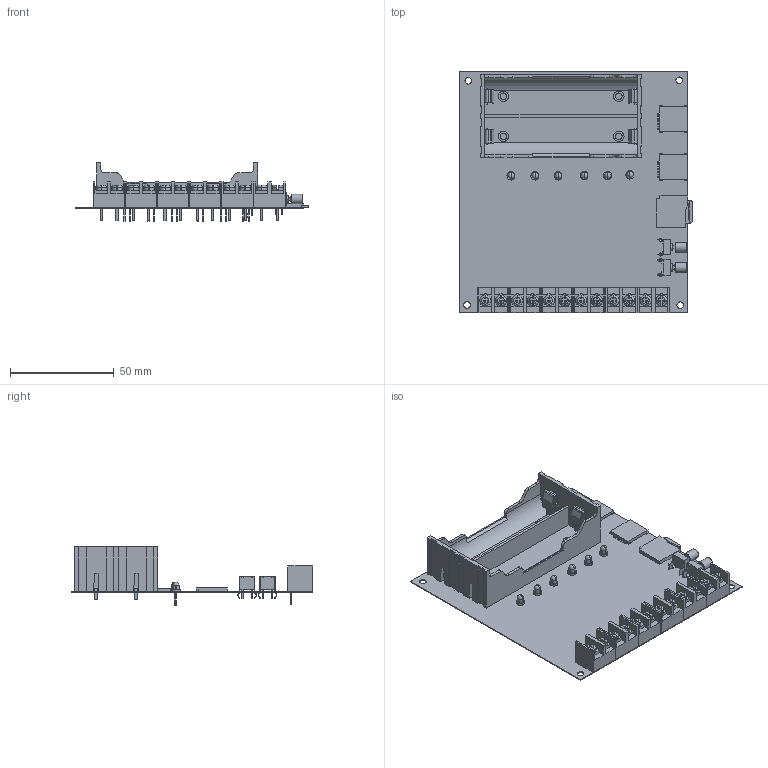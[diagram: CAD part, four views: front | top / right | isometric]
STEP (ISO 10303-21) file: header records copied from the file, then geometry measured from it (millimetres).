
FILE_DESCRIPTION(('Open CASCADE Model'),'2;1');
FILE_NAME('Open CASCADE Shape Model','2023-05-11T23:33:43',('Author'),( 'Open CASCADE'),'Open CASCADE STEP processor 6.8','Open CASCADE 6.8' ,'Unknown');
FILE_SCHEMA(('AUTOMOTIVE_DESIGN { 1 0 10303 214 1 1 1 1 }'));
Length unit declared in the file: millimetre
Products named in the file (38): PCB; Board; Open CASCADE STEP translator 6.8 1.1.1; Designator4_1_2; User_Library-LED-D3Y; Designator4_1_1; Designator3_1_1; Designator3_1; Designator4_1; Designator4; SW3; User_Library-omron_b3f-3152; 7007306528; Cylinder; SW2; Designator1; User_Library-18650_Full; 18650m_2; 18650s_____________; Open CASCADE STEP translator 6.8 1.11; User_Library-microsd_card; 6246635024; Extruded; Designator14_2; User_Library-kf7_62-2p; Designator15_2; Designator14_1; Designator15_1; Designator15; Designator14; 6246640784; 6246638944; 6246637344; Designator13
Assembly tree (73 placements, depth 4):
  PCB
    Board
      Open CASCADE STEP translator 6.8 1.1.1
    Designator4_1_2
      User_Library-LED-D3Y
    Designator4_1_1
      User_Library-LED-D3Y
    Designator3_1_1
      User_Library-LED-D3Y
    Designator3_1
      User_Library-LED-D3Y
    Designator4_1
      User_Library-LED-D3Y
    Designator4
      User_Library-LED-D3Y
    SW3
      User_Library-omron_b3f-3152
      7007306528
        Cylinder
    SW2
      User_Library-omron_b3f-3152
      7007306528
        Cylinder
    Designator1
      User_Library-18650_Full
        18650m_2
        18650s_____________  x4
    Open CASCADE STEP translator 6.8 1.11
      User_Library-microsd_card
      6246635024
        Extruded
    Designator14_2
      User_Library-kf7_62-2p
    Designator15_2
      User_Library-kf7_62-2p
    Designator14_1
      User_Library-kf7_62-2p
    Designator15_1
      User_Library-kf7_62-2p
    Designator15
      User_Library-kf7_62-2p
    Designator14
      User_Library-kf7_62-2p
    Designator14
      6246640784
        Extruded
      6246638944  x7
        Extruded
      6246637344  x4
        Extruded
    Designator13
      6246640784
        Extruded
      6246638944  x7
        Extruded
      6246637344  x4
        Extruded
Bounding box: 112.24 x 116.28 x 28.15 mm (x, y, z)
Volume: 30090.6 mm3; surface area: 52952.2 mm2
Topology: 66 solids, 72 shells, 1682 faces, 4304 edges, 2788 vertices
Faces by surface type: plane 1320, cylinder 285, bspline 40, cone 13, sphere 12, torus 12
Full cylindrical faces by diameter (mm): 0.9 x4, 1.016 x16, 1.524 x4, 3.2 x4, 4.572 x2
Entity records: 21226 total; most frequent: CARTESIAN_POINT 3630, ORIENTED_EDGE 3264, DIRECTION 3197, EDGE_CURVE 1632, LINE 1333, VECTOR 1333, VERTEX_POINT 1073, AXIS2_PLACEMENT_3D 932
